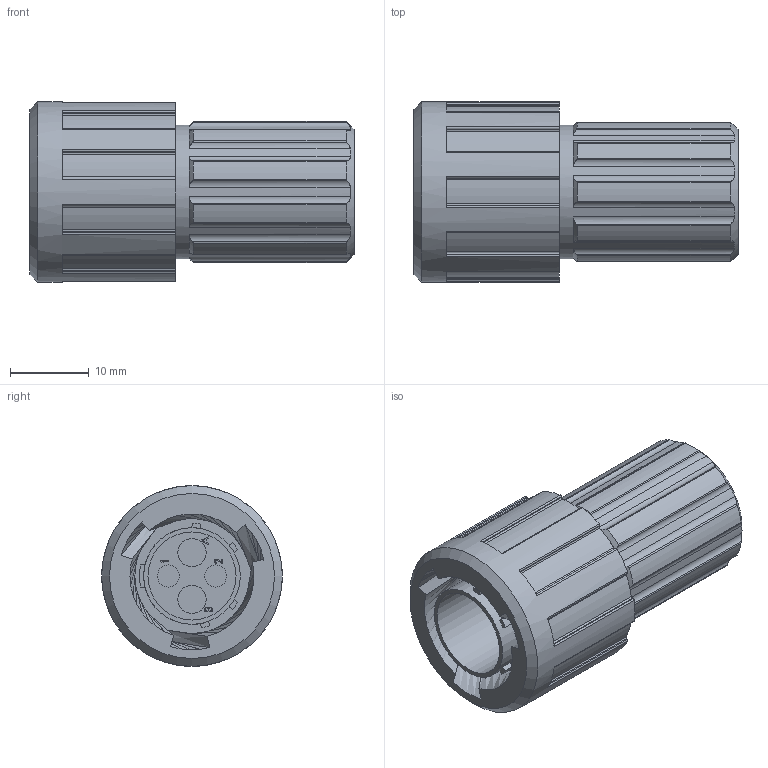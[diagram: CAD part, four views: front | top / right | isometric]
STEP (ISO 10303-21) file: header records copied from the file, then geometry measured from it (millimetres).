
FILE_DESCRIPTION(/* description */ ('STEP AP214'),/* implementation_level */ '2;1');
FILE_NAME(/* name */ 'RTS6BS10N2PHEC03',/* time_stamp */ '2023-01-12T16:44:05+01:00',/* author */ ('License CC BY-ND 4.0'),/* organization */ ('CADENAS'),/* preprocessor_version */ 'ST-DEVELOPER v18.102',/* originating_system */ 'PARTsolutions',/* authorisation */ ' ');
FILE_SCHEMA (('AUTOMOTIVE_DESIGN {1 0 10303 214 3 1 1}'));
Length unit declared in the file: millimetre
Products named in the file (1): RTS6BS10N2PHEC03
Bounding box: 41.25 x 23 x 23 mm (x, y, z)
Volume: 11027.4 mm3; surface area: 5307.6 mm2
Topology: 1 solids, 1 shells, 336 faces, 902 edges, 604 vertices
Faces by surface type: plane 163, cylinder 141, cone 12, bspline 12, torus 8
Full cylindrical faces by diameter (mm): 0.8 x2, 1.3 x2, 1.6 x2, 1.9 x2, 2.8 x2, 3.1 x2, 3.6 x4, 9 x1, 11.2 x1, 12.3 x1, 17 x1, 18.6 x1, 23 x1
Entity records: 10554 total; most frequent: CARTESIAN_POINT 2216, ORIENTED_EDGE 1726, DIRECTION 1688, EDGE_CURVE 863, AXIS2_PLACEMENT_3D 601, VERTEX_POINT 597, LINE 486, VECTOR 486
